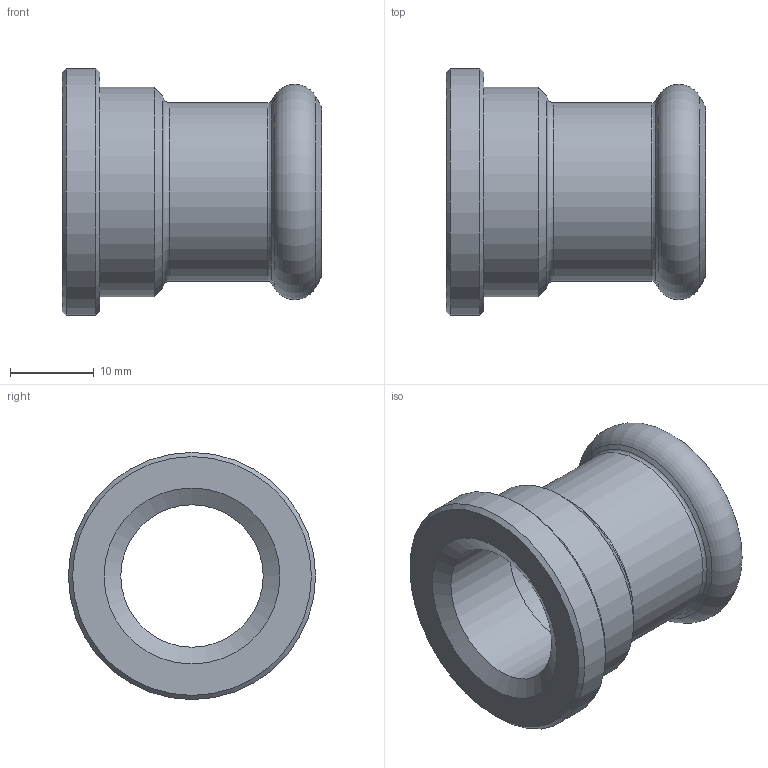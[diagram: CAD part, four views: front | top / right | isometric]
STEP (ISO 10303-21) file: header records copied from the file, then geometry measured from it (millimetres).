
FILE_DESCRIPTION(/* description */ ('BOCCHETTONI KOHLER DN18'),/* implementation_level */ '2;1');
FILE_NAME(/* name */ '3D_R666-PME-18-DN25_171134920.stp',/* time_stamp */ '2021-07-06T12:06:56+02:00',/* author */ ('cad'),/* organization */ (''),/* preprocessor_version */ 'ST-DEVELOPER v18.1',/* originating_system */ 'Autodesk Inventor 2022',/* authorisation */ '');
FILE_SCHEMA (('AUTOMOTIVE_DESIGN { 1 0 10303 214 3 1 1 }'));
Length unit declared in the file: millimetre
Products named in the file (1): 3D_R666-PME-18-DN25_171134920
Bounding box: 31 x 29.5 x 29.5 mm (x, y, z)
Volume: 5860.9 mm3; surface area: 5076.2 mm2
Topology: 1 solids, 1 shells, 25 faces, 49 edges, 28 vertices
Faces by surface type: cone 8, torus 7, cylinder 6, plane 4
Full cylindrical faces by diameter (mm): 17 x1, 18.3 x1, 18.7 x1, 21.3 x1, 25 x1, 29.5 x1
Entity records: 700 total; most frequent: DIRECTION 136, CARTESIAN_POINT 103, ORIENTED_EDGE 98, AXIS2_PLACEMENT_3D 61, EDGE_CURVE 49, CIRCLE 35, EDGE_LOOP 29, VERTEX_POINT 28
